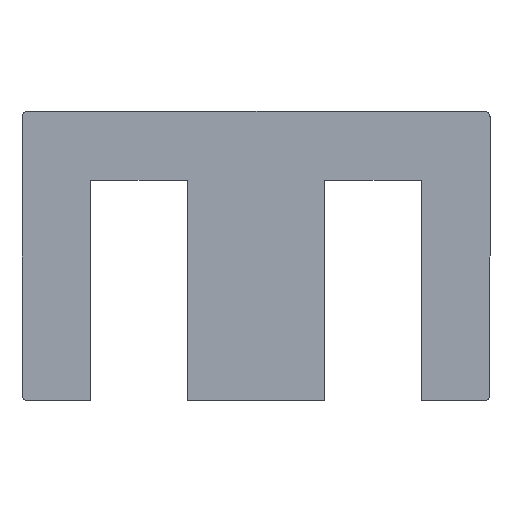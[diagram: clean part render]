
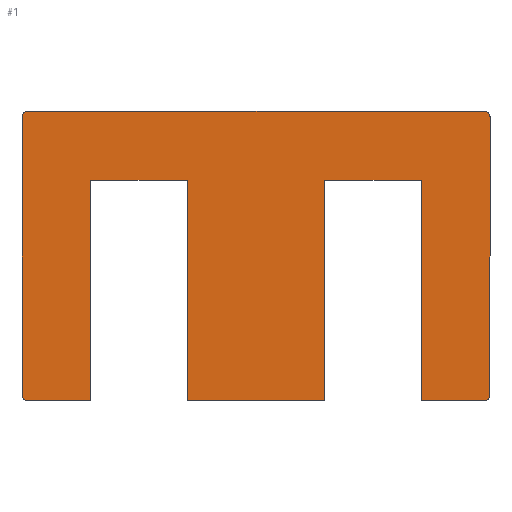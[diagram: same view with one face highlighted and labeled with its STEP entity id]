
A CAD part, left-side view. The second image highlights one B-rep face of the part: STEP entity #1.
In plain terms, the highlighted planar face has unit normal (-1, 0, 0).
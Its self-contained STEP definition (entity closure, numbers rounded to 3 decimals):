
#1 = ADVANCED_FACE ( 'NONE', ( #381 ), #588, .F. ) ;
#2 = ORIENTED_EDGE ( 'NONE', *, *, #197, .F. ) ;
#5 = CARTESIAN_POINT ( 'NONE',  ( -0.25, 11., -2.5 ) ) ;
#8 = ORIENTED_EDGE ( 'NONE', *, *, #233, .T. ) ;
#9 = LINE ( 'NONE', #242, #475 ) ;
#10 = CARTESIAN_POINT ( 'NONE',  ( -0.25, 16.8, -0.2 ) ) ;
#11 = ORIENTED_EDGE ( 'NONE', *, *, #51, .F. ) ;
#16 = CARTESIAN_POINT ( 'NONE',  ( -0.25, 0., -10.3 ) ) ;
#19 = ORIENTED_EDGE ( 'NONE', *, *, #133, .F. ) ;
#21 = DIRECTION ( 'NONE',  ( 0., 0., -1. ) ) ;
#22 = CARTESIAN_POINT ( 'NONE',  ( -0.25, 0.2, -10.5 ) ) ;
#23 = CARTESIAN_POINT ( 'NONE',  ( -0.25, 0.2, -10.3 ) ) ;
#25 = DIRECTION ( 'NONE',  ( 0., 0., -1. ) ) ;
#27 = EDGE_CURVE ( 'NONE', #222, #631, #489, .T. ) ;
#41 = ORIENTED_EDGE ( 'NONE', *, *, #27, .F. ) ;
#51 = EDGE_CURVE ( 'NONE', #508, #187, #9, .T. ) ;
#52 = DIRECTION ( 'NONE',  ( 0., 0., -1. ) ) ;
#53 = CARTESIAN_POINT ( 'NONE',  ( -0.25, 16.8, -10.5 ) ) ;
#56 = LINE ( 'NONE', #547, #572 ) ;
#58 = DIRECTION ( 'NONE',  ( 0., 0., 1. ) ) ;
#63 = VERTEX_POINT ( 'NONE', #448 ) ;
#73 = DIRECTION ( 'NONE',  ( 0., 1., 0. ) ) ;
#74 = LINE ( 'NONE', #467, #178 ) ;
#77 = VECTOR ( 'NONE', #412, 1000. ) ;
#82 = CIRCLE ( 'NONE', #286, 0.2 ) ;
#91 = VERTEX_POINT ( 'NONE', #145 ) ;
#93 = CARTESIAN_POINT ( 'NONE',  ( -0.25, 0., -10.5 ) ) ;
#94 = CIRCLE ( 'NONE', #124, 0.2 ) ;
#95 = DIRECTION ( 'NONE',  ( 0., 0., -1. ) ) ;
#99 = VECTOR ( 'NONE', #225, 1000. ) ;
#104 = VECTOR ( 'NONE', #294, 1000. ) ;
#109 = LINE ( 'NONE', #370, #482 ) ;
#114 = CARTESIAN_POINT ( 'NONE',  ( -0.25, 16.8, -10.3 ) ) ;
#120 = CARTESIAN_POINT ( 'NONE',  ( -0.25, 6., -10.5 ) ) ;
#122 = CARTESIAN_POINT ( 'NONE',  ( -0.25, 11., -10.5 ) ) ;
#124 = AXIS2_PLACEMENT_3D ( 'NONE', #10, #356, #52 ) ;
#133 = EDGE_CURVE ( 'NONE', #604, #63, #440, .T. ) ;
#138 = ORIENTED_EDGE ( 'NONE', *, *, #526, .F. ) ;
#145 = CARTESIAN_POINT ( 'NONE',  ( -0.25, 6., -2.5 ) ) ;
#149 = DIRECTION ( 'NONE',  ( 0., 0., -1. ) ) ;
#155 = EDGE_CURVE ( 'NONE', #637, #598, #216, .T. ) ;
#161 = ORIENTED_EDGE ( 'NONE', *, *, #470, .F. ) ;
#169 = CARTESIAN_POINT ( 'NONE',  ( -0.25, 14.5, -10.5 ) ) ;
#172 = CARTESIAN_POINT ( 'NONE',  ( -0.25, 0.2, -0.2 ) ) ;
#176 = CARTESIAN_POINT ( 'NONE',  ( -0.25, 6., -2.5 ) ) ;
#178 = VECTOR ( 'NONE', #73, 1000. ) ;
#183 = VERTEX_POINT ( 'NONE', #53 ) ;
#187 = VERTEX_POINT ( 'NONE', #16 ) ;
#195 = LINE ( 'NONE', #169, #434 ) ;
#197 = EDGE_CURVE ( 'NONE', #401, #235, #56, .T. ) ;
#207 = CARTESIAN_POINT ( 'NONE',  ( -0.25, 11., -2.5 ) ) ;
#210 = DIRECTION ( 'NONE',  ( -1., 0., 0. ) ) ;
#216 = LINE ( 'NONE', #256, #411 ) ;
#222 = VERTEX_POINT ( 'NONE', #207 ) ;
#225 = DIRECTION ( 'NONE',  ( 0., 0., -1. ) ) ;
#233 = EDGE_CURVE ( 'NONE', #508, #598, #82, .T. ) ;
#235 = VERTEX_POINT ( 'NONE', #601 ) ;
#239 = LINE ( 'NONE', #558, #77 ) ;
#242 = CARTESIAN_POINT ( 'NONE',  ( -0.25, 0., 0. ) ) ;
#252 = VERTEX_POINT ( 'NONE', #120 ) ;
#256 = CARTESIAN_POINT ( 'NONE',  ( -0.25, 17., 0. ) ) ;
#265 = DIRECTION ( 'NONE',  ( 0., 0., -1. ) ) ;
#271 = CARTESIAN_POINT ( 'NONE',  ( -0.25, 0.2, 0. ) ) ;
#272 = EDGE_CURVE ( 'NONE', #367, #91, #74, .T. ) ;
#277 = CARTESIAN_POINT ( 'NONE',  ( -0.25, 14.5, -2.5 ) ) ;
#279 = DIRECTION ( 'NONE',  ( 0., 0., -1. ) ) ;
#286 = AXIS2_PLACEMENT_3D ( 'NONE', #172, #210, #25 ) ;
#290 = CIRCLE ( 'NONE', #442, 0.2 ) ;
#293 = EDGE_CURVE ( 'NONE', #604, #187, #290, .T. ) ;
#294 = DIRECTION ( 'NONE',  ( 0., 1., 0. ) ) ;
#300 = EDGE_CURVE ( 'NONE', #561, #183, #195, .T. ) ;
#316 = LINE ( 'NONE', #176, #99 ) ;
#323 = DIRECTION ( 'NONE',  ( -1., 0., 0. ) ) ;
#324 = CARTESIAN_POINT ( 'NONE',  ( -0.25, 14.5, -10.5 ) ) ;
#326 = CARTESIAN_POINT ( 'NONE',  ( -0.25, 2.5, -2.5 ) ) ;
#328 = AXIS2_PLACEMENT_3D ( 'NONE', #114, #506, #265 ) ;
#329 = EDGE_CURVE ( 'NONE', #401, #183, #580, .T. ) ;
#333 = EDGE_LOOP ( 'NONE', ( #19, #484, #11, #8, #387, #456, #2, #632, #619, #161, #41, #357, #585, #138, #463, #478 ) ) ;
#334 = VECTOR ( 'NONE', #382, 1000. ) ;
#343 = VECTOR ( 'NONE', #538, 1000. ) ;
#351 = DIRECTION ( 'NONE',  ( 1., 0., 0. ) ) ;
#356 = DIRECTION ( 'NONE',  ( -1., 0., 0. ) ) ;
#357 = ORIENTED_EDGE ( 'NONE', *, *, #515, .F. ) ;
#362 = CARTESIAN_POINT ( 'NONE',  ( -0.25, 0., -0.2 ) ) ;
#367 = VERTEX_POINT ( 'NONE', #326 ) ;
#370 = CARTESIAN_POINT ( 'NONE',  ( -0.25, 6., -10.5 ) ) ;
#373 = DIRECTION ( 'NONE',  ( 0., 1., 0. ) ) ;
#381 = FACE_OUTER_BOUND ( 'NONE', #333, .T. ) ;
#382 = DIRECTION ( 'NONE',  ( 0., 0., 1. ) ) ;
#387 = ORIENTED_EDGE ( 'NONE', *, *, #155, .F. ) ;
#394 = CARTESIAN_POINT ( 'NONE',  ( -0.25, 0., 0. ) ) ;
#401 = VERTEX_POINT ( 'NONE', #505 ) ;
#406 = EDGE_CURVE ( 'NONE', #63, #367, #239, .T. ) ;
#411 = VECTOR ( 'NONE', #596, 1000. ) ;
#412 = DIRECTION ( 'NONE',  ( 0., 0., 1. ) ) ;
#415 = EDGE_CURVE ( 'NONE', #637, #235, #94, .T. ) ;
#434 = VECTOR ( 'NONE', #373, 1000. ) ;
#440 = LINE ( 'NONE', #93, #104 ) ;
#442 = AXIS2_PLACEMENT_3D ( 'NONE', #23, #323, #279 ) ;
#444 = VECTOR ( 'NONE', #21, 1000. ) ;
#448 = CARTESIAN_POINT ( 'NONE',  ( -0.25, 2.5, -10.5 ) ) ;
#451 = LINE ( 'NONE', #609, #444 ) ;
#456 = ORIENTED_EDGE ( 'NONE', *, *, #415, .T. ) ;
#462 = CARTESIAN_POINT ( 'NONE',  ( -0.25, 11., -10.5 ) ) ;
#463 = ORIENTED_EDGE ( 'NONE', *, *, #272, .F. ) ;
#467 = CARTESIAN_POINT ( 'NONE',  ( -0.25, 2.5, -2.5 ) ) ;
#468 = DIRECTION ( 'NONE',  ( 0., 1., 0. ) ) ;
#470 = EDGE_CURVE ( 'NONE', #631, #561, #451, .T. ) ;
#475 = VECTOR ( 'NONE', #149, 1000. ) ;
#478 = ORIENTED_EDGE ( 'NONE', *, *, #406, .F. ) ;
#482 = VECTOR ( 'NONE', #468, 1000. ) ;
#484 = ORIENTED_EDGE ( 'NONE', *, *, #293, .T. ) ;
#489 = LINE ( 'NONE', #5, #343 ) ;
#505 = CARTESIAN_POINT ( 'NONE',  ( -0.25, 17., -10.3 ) ) ;
#506 = DIRECTION ( 'NONE',  ( -1., 0., 0. ) ) ;
#508 = VERTEX_POINT ( 'NONE', #362 ) ;
#515 = EDGE_CURVE ( 'NONE', #592, #222, #587, .T. ) ;
#526 = EDGE_CURVE ( 'NONE', #91, #252, #316, .T. ) ;
#538 = DIRECTION ( 'NONE',  ( 0., 1., 0. ) ) ;
#542 = EDGE_CURVE ( 'NONE', #252, #592, #109, .T. ) ;
#547 = CARTESIAN_POINT ( 'NONE',  ( -0.25, 17., -10.5 ) ) ;
#558 = CARTESIAN_POINT ( 'NONE',  ( -0.25, 2.5, -10.5 ) ) ;
#560 = CARTESIAN_POINT ( 'NONE',  ( -0.25, 16.8, 0. ) ) ;
#561 = VERTEX_POINT ( 'NONE', #324 ) ;
#565 = AXIS2_PLACEMENT_3D ( 'NONE', #394, #351, #95 ) ;
#572 = VECTOR ( 'NONE', #58, 1000. ) ;
#580 = CIRCLE ( 'NONE', #328, 0.2 ) ;
#585 = ORIENTED_EDGE ( 'NONE', *, *, #542, .F. ) ;
#587 = LINE ( 'NONE', #462, #334 ) ;
#588 = PLANE ( 'NONE',  #565 ) ;
#592 = VERTEX_POINT ( 'NONE', #122 ) ;
#596 = DIRECTION ( 'NONE',  ( 0., -1., 0. ) ) ;
#598 = VERTEX_POINT ( 'NONE', #271 ) ;
#601 = CARTESIAN_POINT ( 'NONE',  ( -0.25, 17., -0.2 ) ) ;
#604 = VERTEX_POINT ( 'NONE', #22 ) ;
#609 = CARTESIAN_POINT ( 'NONE',  ( -0.25, 14.5, -2.5 ) ) ;
#619 = ORIENTED_EDGE ( 'NONE', *, *, #300, .F. ) ;
#631 = VERTEX_POINT ( 'NONE', #277 ) ;
#632 = ORIENTED_EDGE ( 'NONE', *, *, #329, .T. ) ;
#637 = VERTEX_POINT ( 'NONE', #560 ) ;
